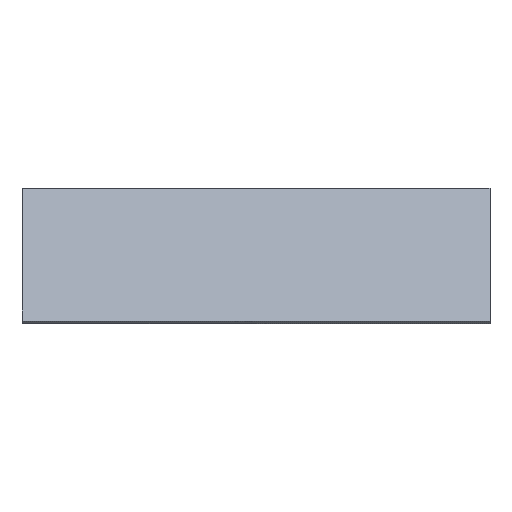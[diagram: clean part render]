
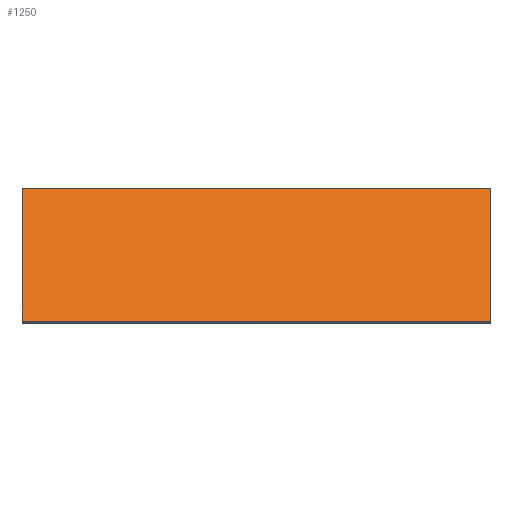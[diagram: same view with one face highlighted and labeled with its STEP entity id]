
A CAD part, top view. The second image highlights one B-rep face of the part: STEP entity #1250.
In plain terms, the highlighted planar face has unit normal (0, 0.469, 0.883).
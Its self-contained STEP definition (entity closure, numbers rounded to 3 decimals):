
#32 = LINE ( 'NONE', #240, #108 ) ;
#73 = ORIENTED_EDGE ( 'NONE', *, *, #312, .T. ) ;
#88 = ORIENTED_EDGE ( 'NONE', *, *, #472, .F. ) ;
#107 = FACE_OUTER_BOUND ( 'NONE', #1180, .T. ) ;
#108 = VECTOR ( 'NONE', #1136, 1000. ) ;
#135 = CARTESIAN_POINT ( 'NONE',  ( -56.5, -1.114, 22.854 ) ) ;
#148 = DIRECTION ( 'NONE',  ( 0., 0.883, -0.469 ) ) ;
#152 = VERTEX_POINT ( 'NONE', #780 ) ;
#163 = DIRECTION ( 'NONE',  ( -1., 0., 0. ) ) ;
#199 = CARTESIAN_POINT ( 'NONE',  ( -56.5, 0., 22.262 ) ) ;
#240 = CARTESIAN_POINT ( 'NONE',  ( 56.5, -32.14, 39.351 ) ) ;
#257 = CARTESIAN_POINT ( 'NONE',  ( -56.5, -32.14, 39.351 ) ) ;
#259 = CARTESIAN_POINT ( 'NONE',  ( 56.5, -32.14, 39.351 ) ) ;
#262 = CARTESIAN_POINT ( 'NONE',  ( -56.5, -0.796, 22.685 ) ) ;
#312 = EDGE_CURVE ( 'NONE', #152, #1494, #1795, .T. ) ;
#316 = VECTOR ( 'NONE', #969, 1000. ) ;
#327 = CARTESIAN_POINT ( 'NONE',  ( 0., 0., 22.262 ) ) ;
#368 = AXIS2_PLACEMENT_3D ( 'NONE', #1665, #1247, #1230 ) ;
#397 = CARTESIAN_POINT ( 'NONE',  ( -56.5, 9.078, 17.435 ) ) ;
#413 = VECTOR ( 'NONE', #1792, 1000. ) ;
#427 = ORIENTED_EDGE ( 'NONE', *, *, #1478, .T. ) ;
#462 = DIRECTION ( 'NONE',  ( -1., 0., 0. ) ) ;
#472 = EDGE_CURVE ( 'NONE', #801, #1420, #958, .T. ) ;
#494 = ORIENTED_EDGE ( 'NONE', *, *, #726, .F. ) ;
#704 = EDGE_CURVE ( 'NONE', #152, #801, #32, .T. ) ;
#726 = EDGE_CURVE ( 'NONE', #1420, #1671, #841, .T. ) ;
#780 = CARTESIAN_POINT ( 'NONE',  ( 56.5, -1.114, 22.854 ) ) ;
#801 = VERTEX_POINT ( 'NONE', #259 ) ;
#841 = LINE ( 'NONE', #262, #413 ) ;
#909 = ORIENTED_EDGE ( 'NONE', *, *, #704, .F. ) ;
#958 = LINE ( 'NONE', #1173, #1667 ) ;
#969 = DIRECTION ( 'NONE',  ( 0., 0.883, -0.469 ) ) ;
#982 = LINE ( 'NONE', #397, #316 ) ;
#992 = CARTESIAN_POINT ( 'NONE',  ( 56.5, -1.114, 22.854 ) ) ;
#1087 = LINE ( 'NONE', #327, #1441 ) ;
#1136 = DIRECTION ( 'NONE',  ( 0., -0.883, 0.469 ) ) ;
#1173 = CARTESIAN_POINT ( 'NONE',  ( -56.5, -32.14, 39.351 ) ) ;
#1180 = EDGE_LOOP ( 'NONE', ( #909, #73, #427, #1793, #494, #88 ) ) ;
#1230 = DIRECTION ( 'NONE',  ( 0., -0.883, 0.469 ) ) ;
#1247 = DIRECTION ( 'NONE',  ( 0., 0.469, 0.883 ) ) ;
#1250 = ADVANCED_FACE ( 'NONE', ( #107 ), #1520, .T. ) ;
#1264 = VECTOR ( 'NONE', #148, 1000. ) ;
#1328 = CARTESIAN_POINT ( 'NONE',  ( 56.5, 0., 22.262 ) ) ;
#1404 = EDGE_CURVE ( 'NONE', #1671, #1605, #982, .T. ) ;
#1420 = VERTEX_POINT ( 'NONE', #257 ) ;
#1441 = VECTOR ( 'NONE', #163, 1000. ) ;
#1478 = EDGE_CURVE ( 'NONE', #1494, #1605, #1087, .T. ) ;
#1494 = VERTEX_POINT ( 'NONE', #1328 ) ;
#1520 = PLANE ( 'NONE',  #368 ) ;
#1605 = VERTEX_POINT ( 'NONE', #199 ) ;
#1665 = CARTESIAN_POINT ( 'NONE',  ( 0., 9.078, 17.435 ) ) ;
#1667 = VECTOR ( 'NONE', #462, 1000. ) ;
#1671 = VERTEX_POINT ( 'NONE', #135 ) ;
#1792 = DIRECTION ( 'NONE',  ( 0., 0.883, -0.469 ) ) ;
#1793 = ORIENTED_EDGE ( 'NONE', *, *, #1404, .F. ) ;
#1795 = LINE ( 'NONE', #992, #1264 ) ;
